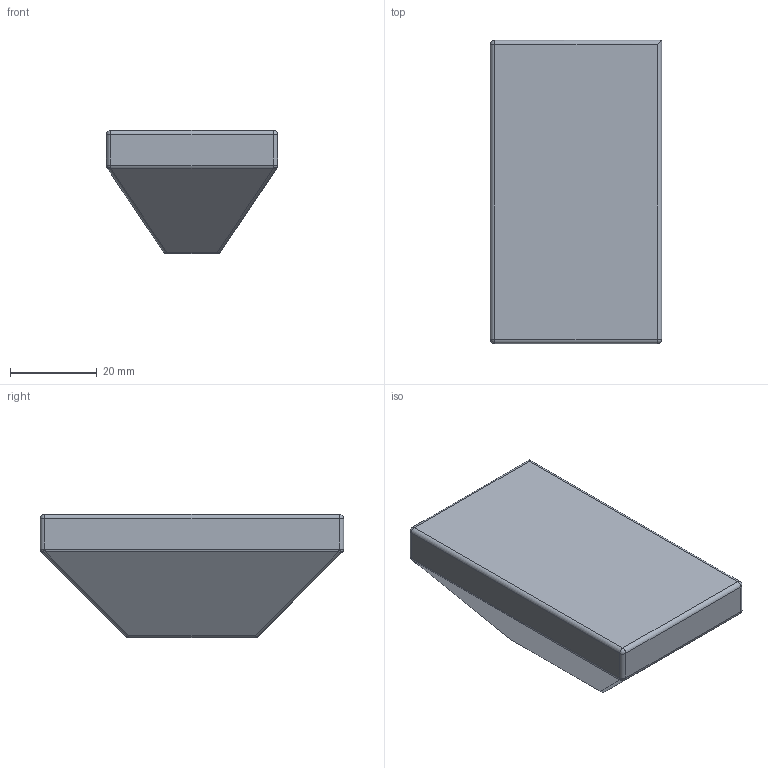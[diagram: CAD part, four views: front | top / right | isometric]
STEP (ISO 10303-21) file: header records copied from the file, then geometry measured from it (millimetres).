
FILE_DESCRIPTION(/* description */ (''),/* implementation_level */ '2;1');
FILE_NAME(/* name */ 'RBE3001Arm_Assembly.stp',/* time_stamp */ '2020-02-16T12:50:36-05:00',/* author */ ('Alex'),/* organization */ (''),/* preprocessor_version */ 'ST-DEVELOPER v17',/* originating_system */ 'Autodesk Inventor 2019',/* authorisation */ '');
FILE_SCHEMA (('AUTOMOTIVE_DESIGN { 1 0 10303 214 3 1 1 }'));
Length unit declared in the file: millimetre
Products named in the file (27): RBE3001Arm_Assembly; BaseFrame; basePlateEtching_SVG_Body_part_2; basePlateCut_SVG_Body_part_3; baseRight_Body_part_1; baseLeft_Body_part_0; baseCap_Body_part_4; 0_Link_servoGear_limb_0_Part_3; Link1; 0_Link_baseEncoderCap0_limb_0_Part_5; 0_Link_sidePlate0_limb_0_Part_4; 0_Link_drivenGear_limb_0_Part_7; 0_Link_loadCellBlock_limb_0_Part_6; 0_Link_servoGear_limb_0_Part_0; Link2; Link2_Frame1; Link2_Frame2; Link2_LoadCellBlock; Link2_DriveGear; Link2_DrivenGear; Link3; Link3_Frame; Link3_LoadCellBlock; Link3_Cup1; Link3_Cup2; Link3_DrivenGear; Gripper_LowRes
Assembly tree (26 placements, depth 3):
  RBE3001Arm_Assembly
    BaseFrame
      basePlateEtching_SVG_Body_part_2
      basePlateCut_SVG_Body_part_3
      baseRight_Body_part_1
      baseLeft_Body_part_0
      baseCap_Body_part_4
      0_Link_servoGear_limb_0_Part_3
    Link1
      0_Link_baseEncoderCap0_limb_0_Part_5
      0_Link_sidePlate0_limb_0_Part_4
      0_Link_drivenGear_limb_0_Part_7
      0_Link_loadCellBlock_limb_0_Part_6
      0_Link_servoGear_limb_0_Part_0
    Link2
      Link2_Frame1
      Link2_Frame2
      Link2_LoadCellBlock
      Link2_DriveGear
      Link2_DrivenGear
    Link3
      Link3_Frame
      Link3_LoadCellBlock
      Link3_Cup1
      Link3_Cup2
      Link3_DrivenGear
      Gripper_LowRes
Bounding box: 39.5 x 70 x 28.4 mm (x, y, z)
Volume: 51047.5 mm3; surface area: 8736.8 mm2
Topology: 1 solids, 1 shells, 43 faces, 86 edges, 45 vertices
Faces by surface type: cylinder 21, sphere 12, plane 10
Entity records: 2036 total; most frequent: DIRECTION 318, CARTESIAN_POINT 234, ORIENTED_EDGE 172, AXIS2_PLACEMENT_3D 137, EDGE_CURVE 86, PRODUCT_DEFINITION_SHAPE 53, VERTEX_POINT 45, LINE 44
